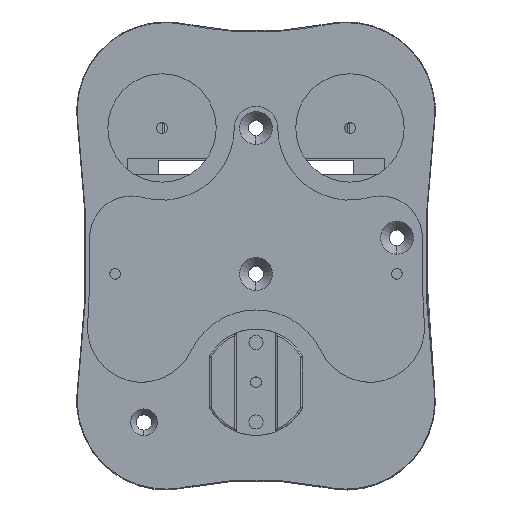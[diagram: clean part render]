
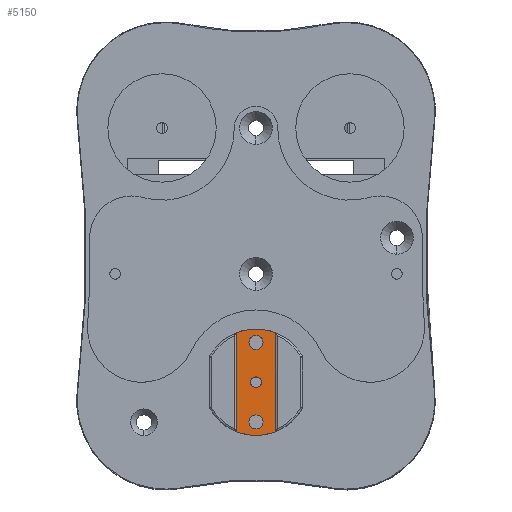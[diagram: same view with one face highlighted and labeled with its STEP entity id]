
A CAD part, top view. The second image highlights one B-rep face of the part: STEP entity #5150.
In plain terms, the highlighted face is planar.
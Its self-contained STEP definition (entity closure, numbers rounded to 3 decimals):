
#542 = EDGE_LOOP ( 'NONE', ( #2386, #3312 ) ) ;
#570 = VERTEX_POINT ( 'NONE', #12322 ) ;
#639 = CARTESIAN_POINT ( 'NONE',  ( 0., 1.7, 51. ) ) ;
#1267 = AXIS2_PLACEMENT_3D ( 'NONE', #639, #13201, #2449 ) ;
#1279 = DIRECTION ( 'NONE',  ( 0., 1., 0. ) ) ;
#1563 = CARTESIAN_POINT ( 'NONE',  ( 0., 1.7, 41.5 ) ) ;
#2011 = AXIS2_PLACEMENT_3D ( 'NONE', #17298, #6548, #19064 ) ;
#2062 = AXIS2_PLACEMENT_3D ( 'NONE', #19808, #9229, #21745 ) ;
#2386 = ORIENTED_EDGE ( 'NONE', *, *, #8627, .F. ) ;
#2449 = DIRECTION ( 'NONE',  ( 1., 0., 0. ) ) ;
#3105 = DIRECTION ( 'NONE',  ( 0., -1., 0. ) ) ;
#3312 = ORIENTED_EDGE ( 'NONE', *, *, #8097, .F. ) ;
#3671 = CIRCLE ( 'NONE', #13673, 1.5 ) ;
#3808 = FACE_OUTER_BOUND ( 'NONE', #17986, .T. ) ;
#3869 = CARTESIAN_POINT ( 'NONE',  ( 0., 1.7, 38.5 ) ) ;
#4045 = CARTESIAN_POINT ( 'NONE',  ( 0., 1.7, 40. ) ) ;
#4076 = EDGE_CURVE ( 'NONE', #19629, #15779, #20974, .T. ) ;
#4298 = CIRCLE ( 'NONE', #1267, 1.943 ) ;
#4831 = DIRECTION ( 'NONE',  ( 0., -1., 0. ) ) ;
#4851 = VERTEX_POINT ( 'NONE', #15239 ) ;
#4912 = FACE_BOUND ( 'NONE', #542, .T. ) ;
#4956 = EDGE_CURVE ( 'NONE', #23225, #570, #6058, .T. ) ;
#5150 = ADVANCED_FACE ( 'NONE', ( #8568, #4912, #18110, #3808 ), #19954, .F. ) ;
#5194 = AXIS2_PLACEMENT_3D ( 'NONE', #15606, #4831, #17380 ) ;
#5595 = EDGE_CURVE ( 'NONE', #10948, #22511, #20881, .T. ) ;
#5610 = EDGE_CURVE ( 'NONE', #570, #23225, #15592, .T. ) ;
#5688 = AXIS2_PLACEMENT_3D ( 'NONE', #4045, #16599, #5834 ) ;
#5834 = DIRECTION ( 'NONE',  ( 0., 0., -1. ) ) ;
#6019 = VECTOR ( 'NONE', #6662, 1000. ) ;
#6058 = CIRCLE ( 'NONE', #6102, 1.943 ) ;
#6102 = AXIS2_PLACEMENT_3D ( 'NONE', #10172, #22680, #11996 ) ;
#6548 = DIRECTION ( 'NONE',  ( 0., -1., 0. ) ) ;
#6598 = CARTESIAN_POINT ( 'NONE',  ( -5.408, 1.7, 53.777 ) ) ;
#6604 = ORIENTED_EDGE ( 'NONE', *, *, #4956, .T. ) ;
#6662 = DIRECTION ( 'NONE',  ( 0., 0., -1. ) ) ;
#6786 = EDGE_CURVE ( 'NONE', #4851, #19629, #13313, .T. ) ;
#7189 = CARTESIAN_POINT ( 'NONE',  ( 5.408, 1.7, 53.696 ) ) ;
#7616 = AXIS2_PLACEMENT_3D ( 'NONE', #13877, #3105, #15674 ) ;
#8097 = EDGE_CURVE ( 'NONE', #18744, #8833, #15765, .T. ) ;
#8352 = EDGE_LOOP ( 'NONE', ( #9358, #6604 ) ) ;
#8568 = FACE_BOUND ( 'NONE', #8352, .T. ) ;
#8627 = EDGE_CURVE ( 'NONE', #8833, #18744, #3671, .T. ) ;
#8684 = ORIENTED_EDGE ( 'NONE', *, *, #18358, .F. ) ;
#8833 = VERTEX_POINT ( 'NONE', #3869 ) ;
#9170 = CARTESIAN_POINT ( 'NONE',  ( 0., 1.7, 40. ) ) ;
#9229 = DIRECTION ( 'NONE',  ( 0., -1., 0. ) ) ;
#9358 = ORIENTED_EDGE ( 'NONE', *, *, #5610, .T. ) ;
#9674 = EDGE_CURVE ( 'NONE', #15779, #22542, #10791, .T. ) ;
#9769 = CARTESIAN_POINT ( 'NONE',  ( -5.408, 1.7, 26.304 ) ) ;
#10022 = EDGE_LOOP ( 'NONE', ( #10312, #13003 ) ) ;
#10172 = CARTESIAN_POINT ( 'NONE',  ( 0., 1.7, 29. ) ) ;
#10312 = ORIENTED_EDGE ( 'NONE', *, *, #20621, .T. ) ;
#10791 = LINE ( 'NONE', #6598, #6019 ) ;
#10948 = VERTEX_POINT ( 'NONE', #13531 ) ;
#10975 = DIRECTION ( 'NONE',  ( 1., 0., 0. ) ) ;
#11431 = CARTESIAN_POINT ( 'NONE',  ( -1.943, 1.7, 51. ) ) ;
#11579 = ORIENTED_EDGE ( 'NONE', *, *, #4076, .F. ) ;
#11996 = DIRECTION ( 'NONE',  ( 1., 0., 0. ) ) ;
#12045 = CARTESIAN_POINT ( 'NONE',  ( 0., 1.7, 40. ) ) ;
#12263 = AXIS2_PLACEMENT_3D ( 'NONE', #9170, #21678, #10975 ) ;
#12322 = CARTESIAN_POINT ( 'NONE',  ( -1.943, 1.7, 29. ) ) ;
#12687 = DIRECTION ( 'NONE',  ( 0., 0., 1. ) ) ;
#13003 = ORIENTED_EDGE ( 'NONE', *, *, #5595, .T. ) ;
#13201 = DIRECTION ( 'NONE',  ( 0., -1., 0. ) ) ;
#13313 = LINE ( 'NONE', #14495, #22239 ) ;
#13531 = CARTESIAN_POINT ( 'NONE',  ( 1.943, 1.7, 51. ) ) ;
#13673 = AXIS2_PLACEMENT_3D ( 'NONE', #12045, #1279, #13861 ) ;
#13861 = DIRECTION ( 'NONE',  ( 0., 0., -1. ) ) ;
#13877 = CARTESIAN_POINT ( 'NONE',  ( 0., 1.7, 29. ) ) ;
#14495 = CARTESIAN_POINT ( 'NONE',  ( 5.408, 1.7, 26.223 ) ) ;
#15239 = CARTESIAN_POINT ( 'NONE',  ( 5.408, 1.7, 26.304 ) ) ;
#15260 = CARTESIAN_POINT ( 'NONE',  ( 1.943, 1.7, 29. ) ) ;
#15592 = CIRCLE ( 'NONE', #7616, 1.943 ) ;
#15606 = CARTESIAN_POINT ( 'NONE',  ( 0., 1.7, 51. ) ) ;
#15674 = DIRECTION ( 'NONE',  ( 1., 0., 0. ) ) ;
#15765 = CIRCLE ( 'NONE', #5688, 1.5 ) ;
#15779 = VERTEX_POINT ( 'NONE', #19056 ) ;
#16451 = CIRCLE ( 'NONE', #2011, 14.725 ) ;
#16599 = DIRECTION ( 'NONE',  ( 0., 1., 0. ) ) ;
#16680 = ORIENTED_EDGE ( 'NONE', *, *, #9674, .F. ) ;
#17298 = CARTESIAN_POINT ( 'NONE',  ( 0., 1.7, 40. ) ) ;
#17380 = DIRECTION ( 'NONE',  ( 1., 0., 0. ) ) ;
#17986 = EDGE_LOOP ( 'NONE', ( #11579, #20539, #8684, #16680 ) ) ;
#18110 = FACE_BOUND ( 'NONE', #10022, .T. ) ;
#18358 = EDGE_CURVE ( 'NONE', #22542, #4851, #16451, .T. ) ;
#18744 = VERTEX_POINT ( 'NONE', #1563 ) ;
#19056 = CARTESIAN_POINT ( 'NONE',  ( -5.408, 1.7, 53.696 ) ) ;
#19064 = DIRECTION ( 'NONE',  ( 1., 0., 0. ) ) ;
#19629 = VERTEX_POINT ( 'NONE', #7189 ) ;
#19808 = CARTESIAN_POINT ( 'NONE',  ( 0., 1.7, 40. ) ) ;
#19954 = PLANE ( 'NONE',  #2062 ) ;
#20539 = ORIENTED_EDGE ( 'NONE', *, *, #6786, .F. ) ;
#20621 = EDGE_CURVE ( 'NONE', #22511, #10948, #4298, .T. ) ;
#20881 = CIRCLE ( 'NONE', #5194, 1.943 ) ;
#20974 = CIRCLE ( 'NONE', #12263, 14.725 ) ;
#21678 = DIRECTION ( 'NONE',  ( 0., -1., 0. ) ) ;
#21745 = DIRECTION ( 'NONE',  ( 0., 0., -1. ) ) ;
#22239 = VECTOR ( 'NONE', #12687, 1000. ) ;
#22511 = VERTEX_POINT ( 'NONE', #11431 ) ;
#22542 = VERTEX_POINT ( 'NONE', #9769 ) ;
#22680 = DIRECTION ( 'NONE',  ( 0., -1., 0. ) ) ;
#23225 = VERTEX_POINT ( 'NONE', #15260 ) ;
